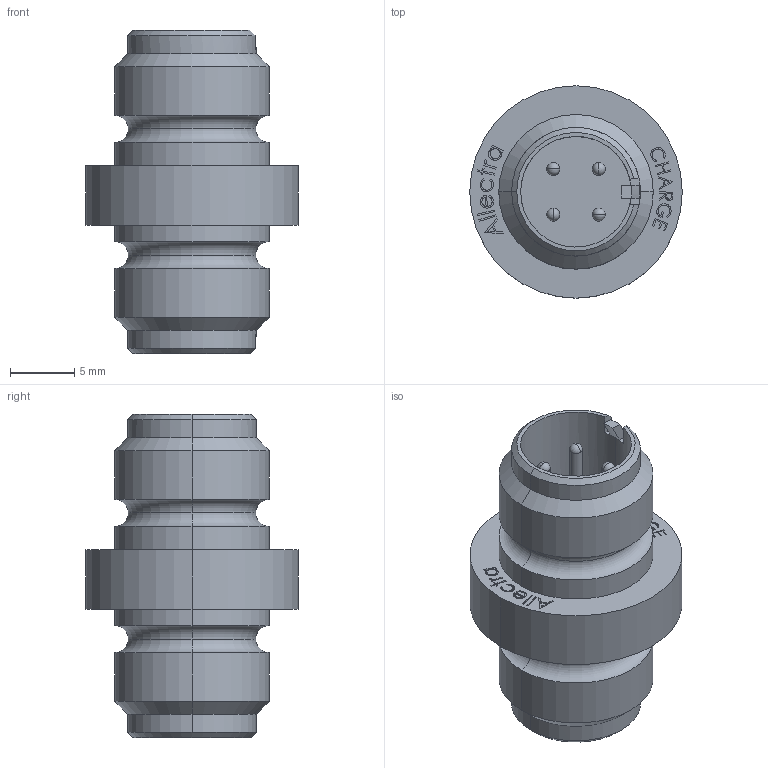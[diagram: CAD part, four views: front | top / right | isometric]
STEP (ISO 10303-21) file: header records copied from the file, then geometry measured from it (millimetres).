
FILE_DESCRIPTION (( 'STEP AP214' ), '1' );
FILE_NAME ('220-M12X4-01.STEP', '2020-05-14T12:46:01', ( '' ), ( '' ), 'SwSTEP 2.0', 'SolidWorks 2017', '' );
FILE_SCHEMA (( 'AUTOMOTIVE_DESIGN' ));
Length unit declared in the file: millimetre
Products named in the file (3): 9220-M12x4-W_Laserbeschr; 9220-PIN-FENI_pin vergd; 220-M12X4-01
Assembly tree (5 placements, depth 2):
  220-M12X4-01
    9220-M12x4-W_Laserbeschr
    9220-PIN-FENI_pin vergd  x4
Bounding box: 16.5 x 16.5 x 25.1 mm (x, y, z)
Volume: 1723.4 mm3; surface area: 2446.1 mm2
Topology: 5 solids, 5 shells, 269 faces, 708 edges, 455 vertices
Faces by surface type: plane 137, bspline 55, cylinder 36, sphere 16, cone 13, torus 12
Entity records: 10733 total; most frequent: CARTESIAN_POINT 4769, ORIENTED_EDGE 1300, DIRECTION 1037, EDGE_CURVE 650, VERTEX_POINT 425, LINE 411, VECTOR 411, AXIS2_PLACEMENT_3D 313
